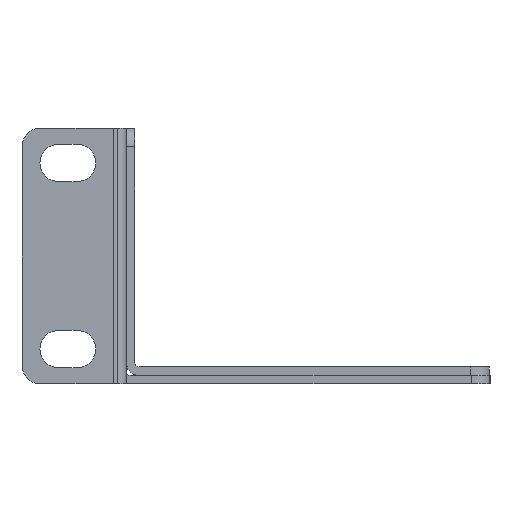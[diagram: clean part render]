
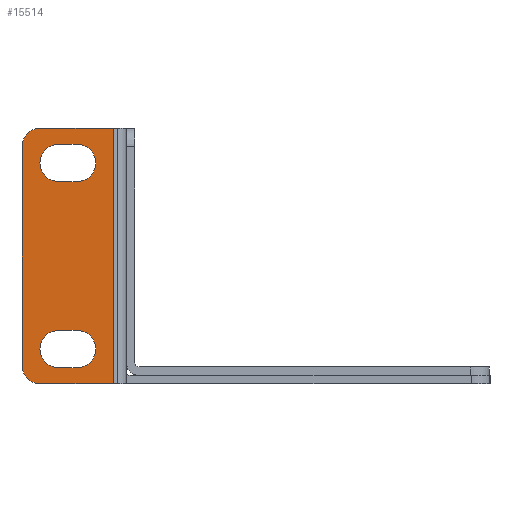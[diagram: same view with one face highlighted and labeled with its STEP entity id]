
A CAD part, left-side view. The second image highlights one B-rep face of the part: STEP entity #15514.
In plain terms, the highlighted planar face has unit normal (-1, 0, 0).
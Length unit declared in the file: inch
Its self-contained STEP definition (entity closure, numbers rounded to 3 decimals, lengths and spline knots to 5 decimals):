
#64 = CIRCLE ( 'NONE', #4612, 0.125 ) ;
#133 = LINE ( 'NONE', #14949, #14387 ) ;
#323 = EDGE_CURVE ( 'NONE', #8966, #10460, #6988, .T. ) ;
#604 = CARTESIAN_POINT ( 'NONE',  ( -4.8125, 0.7, 0.75 ) ) ;
#668 = VERTEX_POINT ( 'NONE', #11931 ) ;
#716 = DIRECTION ( 'NONE',  ( -1., 0., 0. ) ) ;
#797 = FACE_BOUND ( 'NONE', #907, .T. ) ;
#865 = EDGE_CURVE ( 'NONE', #668, #12058, #13809, .T. ) ;
#896 = EDGE_CURVE ( 'NONE', #13867, #10237, #12244, .T. ) ;
#906 = CARTESIAN_POINT ( 'NONE',  ( -4.8125, 0.4545, -0.625 ) ) ;
#907 = EDGE_LOOP ( 'NONE', ( #14610, #2830, #13024, #11415 ) ) ;
#1109 = DIRECTION ( 'NONE',  ( 1., 0., 0. ) ) ;
#1162 = EDGE_CURVE ( 'NONE', #12037, #12058, #9843, .T. ) ;
#1420 = CARTESIAN_POINT ( 'NONE',  ( -4.8125, 0.4545, 0.625 ) ) ;
#1472 = CARTESIAN_POINT ( 'NONE',  ( -4.8125, 0.4545, 0.75 ) ) ;
#2247 = VERTEX_POINT ( 'NONE', #1472 ) ;
#2249 = VERTEX_POINT ( 'NONE', #6063 ) ;
#2365 = CARTESIAN_POINT ( 'NONE',  ( -4.8125, 0.7, -0.859 ) ) ;
#2779 = ORIENTED_EDGE ( 'NONE', *, *, #1162, .F. ) ;
#2830 = ORIENTED_EDGE ( 'NONE', *, *, #323, .T. ) ;
#2947 = CARTESIAN_POINT ( 'NONE',  ( -4.8125, 0.3295, 0.75 ) ) ;
#3163 = EDGE_CURVE ( 'NONE', #12279, #2249, #133, .T. ) ;
#3224 = LINE ( 'NONE', #604, #6229 ) ;
#3231 = EDGE_CURVE ( 'NONE', #8080, #9994, #11711, .T. ) ;
#3281 = CARTESIAN_POINT ( 'NONE',  ( -4.8125, 0.3295, 0.625 ) ) ;
#3374 = ORIENTED_EDGE ( 'NONE', *, *, #3231, .T. ) ;
#3407 = CARTESIAN_POINT ( 'NONE',  ( -4.8125, 0.086, 0.859 ) ) ;
#3597 = EDGE_CURVE ( 'NONE', #10237, #668, #12404, .T. ) ;
#3694 = CARTESIAN_POINT ( 'NONE',  ( -4.8125, 0.575, 0.734 ) ) ;
#3891 = DIRECTION ( 'NONE',  ( 0., 0., 1. ) ) ;
#3905 = DIRECTION ( 'NONE',  ( 1., 0., 0. ) ) ;
#3974 = ORIENTED_EDGE ( 'NONE', *, *, #3597, .T. ) ;
#4417 = CARTESIAN_POINT ( 'NONE',  ( -4.8125, 0.4545, 0.5 ) ) ;
#4427 = DIRECTION ( 'NONE',  ( 0., 1., 0. ) ) ;
#4608 = CARTESIAN_POINT ( 'NONE',  ( -4.8125, 0.575, 0.859 ) ) ;
#4612 = AXIS2_PLACEMENT_3D ( 'NONE', #5229, #3905, #6507 ) ;
#5107 = CARTESIAN_POINT ( 'NONE',  ( -4.8125, 0.7, -0.859 ) ) ;
#5229 = CARTESIAN_POINT ( 'NONE',  ( -4.8125, 0.3295, -0.625 ) ) ;
#5420 = DIRECTION ( 'NONE',  ( 0., 0., -1. ) ) ;
#5532 = DIRECTION ( 'NONE',  ( 1., 0., 0. ) ) ;
#5554 = AXIS2_PLACEMENT_3D ( 'NONE', #3694, #16916, #5420 ) ;
#5676 = CARTESIAN_POINT ( 'NONE',  ( -4.8125, 0.7, 0.859 ) ) ;
#6028 = EDGE_CURVE ( 'NONE', #2249, #8966, #17555, .T. ) ;
#6063 = CARTESIAN_POINT ( 'NONE',  ( -4.8125, 0.4545, -0.75 ) ) ;
#6229 = VECTOR ( 'NONE', #14984, 39.37008 ) ;
#6360 = VECTOR ( 'NONE', #15189, 39.37008 ) ;
#6507 = DIRECTION ( 'NONE',  ( 0., 0., 1. ) ) ;
#6948 = CARTESIAN_POINT ( 'NONE',  ( -4.8125, 0.3295, 0.5 ) ) ;
#6988 = LINE ( 'NONE', #8483, #11927 ) ;
#7533 = VERTEX_POINT ( 'NONE', #2947 ) ;
#8010 = LINE ( 'NONE', #13858, #6360 ) ;
#8080 = VERTEX_POINT ( 'NONE', #6948 ) ;
#8483 = CARTESIAN_POINT ( 'NONE',  ( -4.8125, 0.7, -0.5 ) ) ;
#8642 = DIRECTION ( 'NONE',  ( 0., 0., 1. ) ) ;
#8966 = VERTEX_POINT ( 'NONE', #17067 ) ;
#9415 = CARTESIAN_POINT ( 'NONE',  ( -4.8125, 0.575, -0.859 ) ) ;
#9495 = ORIENTED_EDGE ( 'NONE', *, *, #13226, .T. ) ;
#9509 = CARTESIAN_POINT ( 'NONE',  ( -4.8125, 0.086, -0.859 ) ) ;
#9649 = VECTOR ( 'NONE', #11502, 39.37008 ) ;
#9657 = EDGE_CURVE ( 'NONE', #2247, #7533, #3224, .T. ) ;
#9843 = LINE ( 'NONE', #11081, #10730 ) ;
#9953 = CIRCLE ( 'NONE', #11185, 0.125 ) ;
#9994 = VERTEX_POINT ( 'NONE', #4417 ) ;
#10108 = VECTOR ( 'NONE', #13961, 39.37008 ) ;
#10195 = AXIS2_PLACEMENT_3D ( 'NONE', #906, #1109, #11336 ) ;
#10237 = VERTEX_POINT ( 'NONE', #15422 ) ;
#10310 = CARTESIAN_POINT ( 'NONE',  ( -4.8125, 0.3295, -0.5 ) ) ;
#10408 = ORIENTED_EDGE ( 'NONE', *, *, #865, .T. ) ;
#10460 = VERTEX_POINT ( 'NONE', #10310 ) ;
#10536 = DIRECTION ( 'NONE',  ( 0., 1., 0. ) ) ;
#10633 = DIRECTION ( 'NONE',  ( 1., 0., 0. ) ) ;
#10730 = VECTOR ( 'NONE', #12817, 39.37008 ) ;
#10843 = FACE_BOUND ( 'NONE', #16886, .T. ) ;
#11081 = CARTESIAN_POINT ( 'NONE',  ( -4.8125, 0., -0.859 ) ) ;
#11185 = AXIS2_PLACEMENT_3D ( 'NONE', #3281, #10633, #13339 ) ;
#11336 = DIRECTION ( 'NONE',  ( 0., 0., 1. ) ) ;
#11415 = ORIENTED_EDGE ( 'NONE', *, *, #3163, .T. ) ;
#11502 = DIRECTION ( 'NONE',  ( 0., 1., 0. ) ) ;
#11711 = LINE ( 'NONE', #17578, #16832 ) ;
#11759 = EDGE_CURVE ( 'NONE', #18932, #12037, #8010, .T. ) ;
#11927 = VECTOR ( 'NONE', #17591, 39.37008 ) ;
#11931 = CARTESIAN_POINT ( 'NONE',  ( -4.8125, 0.7, -0.734 ) ) ;
#12037 = VERTEX_POINT ( 'NONE', #9509 ) ;
#12058 = VERTEX_POINT ( 'NONE', #9415 ) ;
#12244 = CIRCLE ( 'NONE', #5554, 0.125 ) ;
#12279 = VERTEX_POINT ( 'NONE', #15019 ) ;
#12404 = LINE ( 'NONE', #2365, #10108 ) ;
#12817 = DIRECTION ( 'NONE',  ( 0., 1., 0. ) ) ;
#13024 = ORIENTED_EDGE ( 'NONE', *, *, #18734, .T. ) ;
#13226 = EDGE_CURVE ( 'NONE', #18932, #13867, #18809, .T. ) ;
#13307 = AXIS2_PLACEMENT_3D ( 'NONE', #1420, #5532, #17508 ) ;
#13339 = DIRECTION ( 'NONE',  ( 0., 0., 1. ) ) ;
#13617 = ORIENTED_EDGE ( 'NONE', *, *, #16169, .T. ) ;
#13641 = ORIENTED_EDGE ( 'NONE', *, *, #16477, .T. ) ;
#13809 = CIRCLE ( 'NONE', #17494, 0.125 ) ;
#13858 = CARTESIAN_POINT ( 'NONE',  ( -4.8125, 0.086, -0.859 ) ) ;
#13867 = VERTEX_POINT ( 'NONE', #4608 ) ;
#13961 = DIRECTION ( 'NONE',  ( 0., 0., -1. ) ) ;
#14297 = FACE_OUTER_BOUND ( 'NONE', #18472, .T. ) ;
#14387 = VECTOR ( 'NONE', #10536, 39.37008 ) ;
#14558 = CIRCLE ( 'NONE', #13307, 0.125 ) ;
#14610 = ORIENTED_EDGE ( 'NONE', *, *, #6028, .T. ) ;
#14949 = CARTESIAN_POINT ( 'NONE',  ( -4.8125, 0.7, -0.75 ) ) ;
#14984 = DIRECTION ( 'NONE',  ( 0., -1., 0. ) ) ;
#15019 = CARTESIAN_POINT ( 'NONE',  ( -4.8125, 0.3295, -0.75 ) ) ;
#15189 = DIRECTION ( 'NONE',  ( 0., 0., -1. ) ) ;
#15422 = CARTESIAN_POINT ( 'NONE',  ( -4.8125, 0.7, 0.734 ) ) ;
#15514 = ADVANCED_FACE ( 'NONE', ( #10843, #14297, #797 ), #16612, .T. ) ;
#16169 = EDGE_CURVE ( 'NONE', #9994, #2247, #14558, .T. ) ;
#16477 = EDGE_CURVE ( 'NONE', #7533, #8080, #9953, .T. ) ;
#16522 = ORIENTED_EDGE ( 'NONE', *, *, #9657, .T. ) ;
#16612 = PLANE ( 'NONE',  #17588 ) ;
#16832 = VECTOR ( 'NONE', #4427, 39.37008 ) ;
#16886 = EDGE_LOOP ( 'NONE', ( #13617, #16522, #13641, #3374 ) ) ;
#16916 = DIRECTION ( 'NONE',  ( -1., 0., 0. ) ) ;
#17067 = CARTESIAN_POINT ( 'NONE',  ( -4.8125, 0.4545, -0.5 ) ) ;
#17360 = ORIENTED_EDGE ( 'NONE', *, *, #11759, .F. ) ;
#17494 = AXIS2_PLACEMENT_3D ( 'NONE', #18288, #716, #3891 ) ;
#17508 = DIRECTION ( 'NONE',  ( 0., 0., 1. ) ) ;
#17555 = CIRCLE ( 'NONE', #10195, 0.125 ) ;
#17578 = CARTESIAN_POINT ( 'NONE',  ( -4.8125, 0.7, 0.5 ) ) ;
#17588 = AXIS2_PLACEMENT_3D ( 'NONE', #5107, #18902, #8642 ) ;
#17591 = DIRECTION ( 'NONE',  ( 0., -1., 0. ) ) ;
#18288 = CARTESIAN_POINT ( 'NONE',  ( -4.8125, 0.575, -0.734 ) ) ;
#18472 = EDGE_LOOP ( 'NONE', ( #9495, #18837, #3974, #10408, #2779, #17360 ) ) ;
#18734 = EDGE_CURVE ( 'NONE', #10460, #12279, #64, .T. ) ;
#18809 = LINE ( 'NONE', #5676, #9649 ) ;
#18837 = ORIENTED_EDGE ( 'NONE', *, *, #896, .T. ) ;
#18902 = DIRECTION ( 'NONE',  ( -1., 0., 0. ) ) ;
#18932 = VERTEX_POINT ( 'NONE', #3407 ) ;
